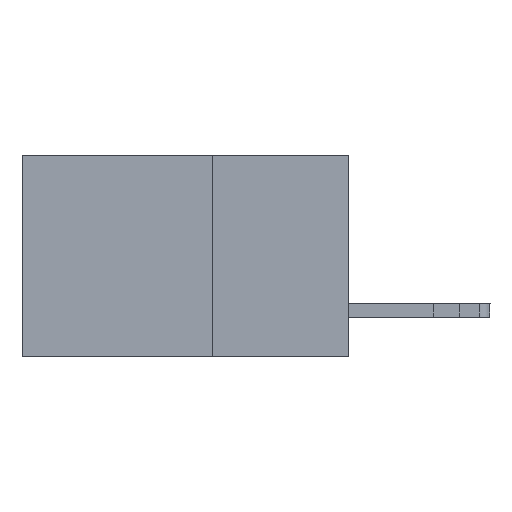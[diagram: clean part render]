
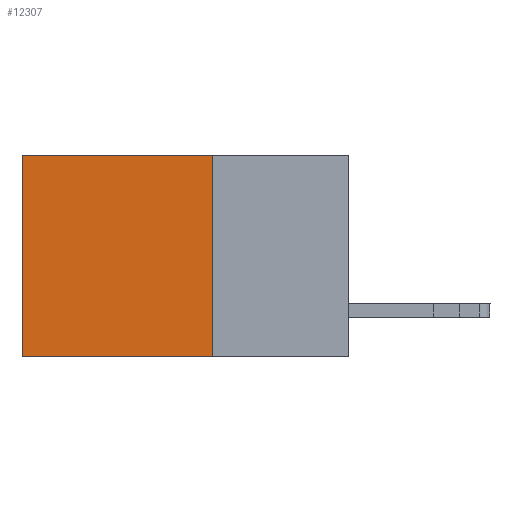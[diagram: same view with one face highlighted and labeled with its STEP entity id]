
A CAD part, left-side view. The second image highlights one B-rep face of the part: STEP entity #12307.
In plain terms, the highlighted planar face has unit normal (-1, 0, 0).
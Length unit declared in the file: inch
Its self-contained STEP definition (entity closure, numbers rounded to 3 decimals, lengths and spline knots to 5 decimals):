
#472 = DIRECTION ( 'NONE',  ( 0., 1., 0. ) ) ;
#837 = DIRECTION ( 'NONE',  ( 0., 0., -1. ) ) ;
#1356 = VERTEX_POINT ( 'NONE', #16458 ) ;
#2000 = CARTESIAN_POINT ( 'NONE',  ( 0.2615, 0.25, 0. ) ) ;
#2973 = VERTEX_POINT ( 'NONE', #12078 ) ;
#3263 = DIRECTION ( 'NONE',  ( 0., 1., 0. ) ) ;
#4192 = PLANE ( 'NONE',  #18758 ) ;
#4300 = CARTESIAN_POINT ( 'NONE',  ( 0.2615, 0.25, -0.37 ) ) ;
#4349 = LINE ( 'NONE', #11154, #15296 ) ;
#4378 = EDGE_CURVE ( 'NONE', #15137, #2973, #5028, .T. ) ;
#4588 = EDGE_LOOP ( 'NONE', ( #9738, #16690, #8656, #21373 ) ) ;
#4655 = EDGE_CURVE ( 'NONE', #16258, #15137, #4349, .T. ) ;
#4737 = VECTOR ( 'NONE', #3263, 39.37008 ) ;
#4849 = CARTESIAN_POINT ( 'NONE',  ( 0.2615, 0.25, 0. ) ) ;
#5028 = LINE ( 'NONE', #11723, #4737 ) ;
#8170 = VECTOR ( 'NONE', #472, 39.37008 ) ;
#8656 = ORIENTED_EDGE ( 'NONE', *, *, #4655, .F. ) ;
#8715 = LINE ( 'NONE', #2000, #8170 ) ;
#9193 = DIRECTION ( 'NONE',  ( 0., 0., -1. ) ) ;
#9738 = ORIENTED_EDGE ( 'NONE', *, *, #18211, .T. ) ;
#10893 = DIRECTION ( 'NONE',  ( 0., 0., -1. ) ) ;
#11154 = CARTESIAN_POINT ( 'NONE',  ( 0.2615, 0.25, -0.37 ) ) ;
#11723 = CARTESIAN_POINT ( 'NONE',  ( 0.2615, 0.25, -0.37 ) ) ;
#12065 = CARTESIAN_POINT ( 'NONE',  ( 0.2615, 0.25, -0.37 ) ) ;
#12078 = CARTESIAN_POINT ( 'NONE',  ( 0.2615, 0.6, -0.37 ) ) ;
#12144 = EDGE_CURVE ( 'NONE', #16258, #1356, #8715, .T. ) ;
#12307 = ADVANCED_FACE ( 'NONE', ( #12645 ), #4192, .F. ) ;
#12645 = FACE_OUTER_BOUND ( 'NONE', #4588, .T. ) ;
#13504 = VECTOR ( 'NONE', #9193, 39.37008 ) ;
#14456 = CARTESIAN_POINT ( 'NONE',  ( 0.2615, 0.6, -0.37 ) ) ;
#15137 = VERTEX_POINT ( 'NONE', #12065 ) ;
#15296 = VECTOR ( 'NONE', #837, 39.37008 ) ;
#16258 = VERTEX_POINT ( 'NONE', #4849 ) ;
#16458 = CARTESIAN_POINT ( 'NONE',  ( 0.2615, 0.6, 0. ) ) ;
#16690 = ORIENTED_EDGE ( 'NONE', *, *, #4378, .F. ) ;
#18211 = EDGE_CURVE ( 'NONE', #1356, #2973, #19329, .T. ) ;
#18758 = AXIS2_PLACEMENT_3D ( 'NONE', #4300, #19396, #10893 ) ;
#19329 = LINE ( 'NONE', #14456, #13504 ) ;
#19396 = DIRECTION ( 'NONE',  ( 1., 0., 0. ) ) ;
#21373 = ORIENTED_EDGE ( 'NONE', *, *, #12144, .T. ) ;
